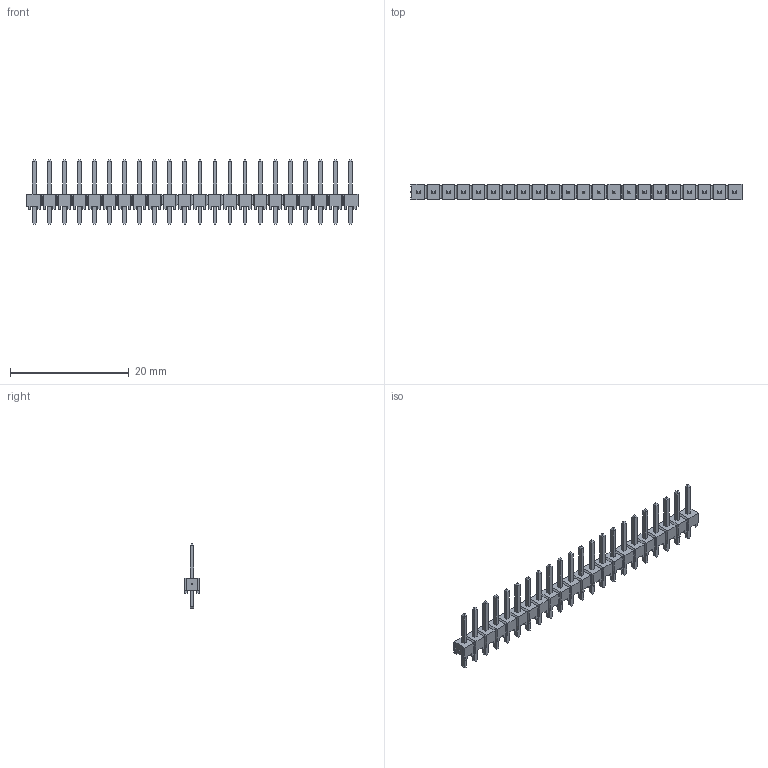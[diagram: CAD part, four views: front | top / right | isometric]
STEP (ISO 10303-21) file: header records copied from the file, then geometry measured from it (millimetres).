
FILE_DESCRIPTION(/* description */ ('Unknown'),/* implementation_level */ '2;1');
FILE_NAME(/* name */ 'TSW-122-07-L-S',/* time_stamp */ '2024-12-11T09:38:11+02:00',/* author */ ('Unknown'),/* organization */ ('Unknown'),/* preprocessor_version */ 'ST-DEVELOPER v19.4',/* originating_system */ 'Solid Edge',/* authorisation */ 'Unknown');
FILE_SCHEMA (('AUTOMOTIVE_DESIGN {1 0 10303 214 3 1 1}'));
Length unit declared in the file: millimetre
Products named in the file (1): TSW-122-07-L-S
Bounding box: 56.01 x 2.54 x 10.92 mm (x, y, z)
Volume: 358.9 mm3; surface area: 1110.3 mm2
Topology: 1 solids, 1 shells, 1013 faces, 2558 edges, 1592 vertices
Faces by surface type: plane 1013
Entity records: 36408 total; most frequent: CARTESIAN_POINT 5164, ORIENTED_EDGE 5116, DIRECTION 4586, EDGE_CURVE 2558, LINE 2558, VECTOR 2558, VERTEX_POINT 1592, EDGE_LOOP 1058
